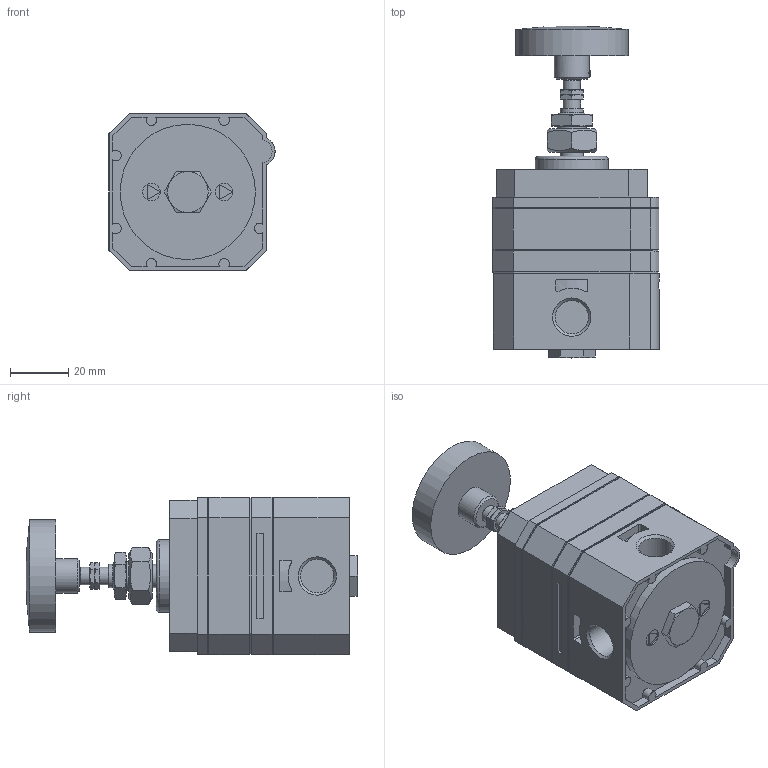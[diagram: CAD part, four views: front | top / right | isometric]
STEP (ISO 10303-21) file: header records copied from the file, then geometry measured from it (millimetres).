
FILE_DESCRIPTION( ( 'STEP AP203' ), ' ' );
FILE_NAME( '9.6211.00.300.stp', '2017-04-12T13:22:52', ( '' ), ( '' ), ' ', 'PARTsolutions', ' ' );
FILE_SCHEMA( ( 'CONFIG_CONTROL_DESIGN' ) );
Length unit declared in the file: millimetre
Products named in the file (1): _9.6211.00.300
Bounding box: 57.1 x 114.15 x 54.2 mm (x, y, z)
Volume: 184606.1 mm3; surface area: 28201.8 mm2
Topology: 1 solids, 1 shells, 361 faces, 862 edges, 555 vertices
Faces by surface type: plane 226, cylinder 69, cone 64, torus 1, sphere 1
Full cylindrical faces by diameter (mm): 2.7 x1, 5.3 x1, 6 x2, 7 x4, 7.3 x4, 8 x2, 10 x1, 11.15 x1, 11.445 x3, 12 x1, 25 x1, 38.7 x1, 46.5 x1
Entity records: 10608 total; most frequent: CARTESIAN_POINT 2612, ORIENTED_EDGE 1602, DIRECTION 1546, EDGE_CURVE 801, VERTEX_POINT 542, AXIS2_PLACEMENT_3D 534, LINE 478, VECTOR 478
